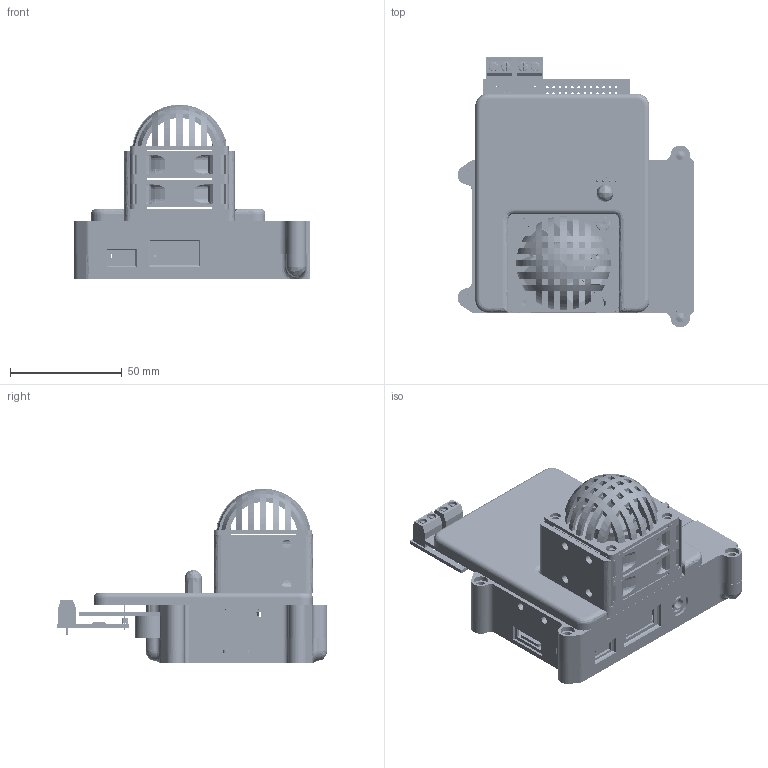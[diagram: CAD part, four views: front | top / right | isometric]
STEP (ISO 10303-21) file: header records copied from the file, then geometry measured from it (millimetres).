
FILE_DESCRIPTION(('FreeCAD Model'),'2;1');
FILE_NAME('Open CASCADE Shape Model','2025-05-02T16:05:29',('FreeCAD'),( 'FreeCAD'),'Open CASCADE STEP processor 7.6','FreeCAD','Unknown');
FILE_SCHEMA(('AUTOMOTIVE_DESIGN { 1 0 10303 214 1 1 1 1 }'));
Products named in the file (1): Open CASCADE STEP translator 7.6 1
Bounding box: 105.99 x 121.31 x 78.36 mm (x, y, z)
Volume: 133989.2 mm3; surface area: 154318.7 mm2
Topology: 327 solids, 327 shells, 8121 faces, 19761 edges, 12688 vertices
Faces by surface type: bspline 8121
Entity records: 311266 total; most frequent: CARTESIAN_POINT 190361, ORIENTED_EDGE 39354, EDGE_CURVE 19677, B_SPLINE_CURVE_WITH_KNOTS 15102, VERTEX_POINT 12688, FACE_BOUND 9719, EDGE_LOOP 9719, ADVANCED_FACE 8121
